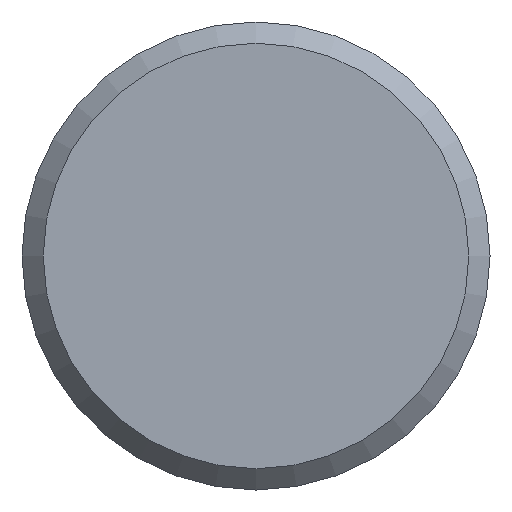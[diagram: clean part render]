
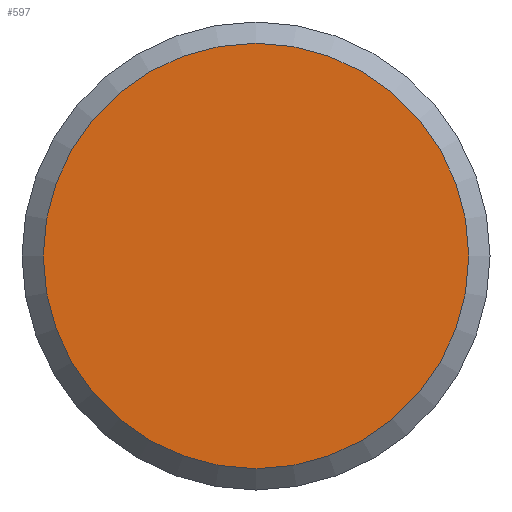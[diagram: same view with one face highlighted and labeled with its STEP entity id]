
A CAD part, front view. The second image highlights one B-rep face of the part: STEP entity #597.
In plain terms, the highlighted planar face has unit normal (0, -1, 0).
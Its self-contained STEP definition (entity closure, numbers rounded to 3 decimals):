
#31=PLANE('',#661);
#61=FACE_OUTER_BOUND('',#97,.T.);
#97=EDGE_LOOP('',(#410));
#211=CIRCLE('',#662,15.);
#261=VERTEX_POINT('',#962);
#322=EDGE_CURVE('',#261,#261,#211,.T.);
#410=ORIENTED_EDGE('',*,*,#322,.T.);
#597=ADVANCED_FACE('',(#61),#31,.T.);
#661=AXIS2_PLACEMENT_3D('',#961,#762,#763);
#662=AXIS2_PLACEMENT_3D('',#963,#764,#765);
#762=DIRECTION('center_axis',(0.,-1.,0.));
#763=DIRECTION('ref_axis',(0.,0.,-1.));
#764=DIRECTION('center_axis',(0.,-1.,0.));
#765=DIRECTION('ref_axis',(1.,0.,0.));
#961=CARTESIAN_POINT('Origin',(7.5,-23.6,0.));
#962=CARTESIAN_POINT('',(-15.,-23.6,0.));
#963=CARTESIAN_POINT('Origin',(0.,-23.6,0.));
